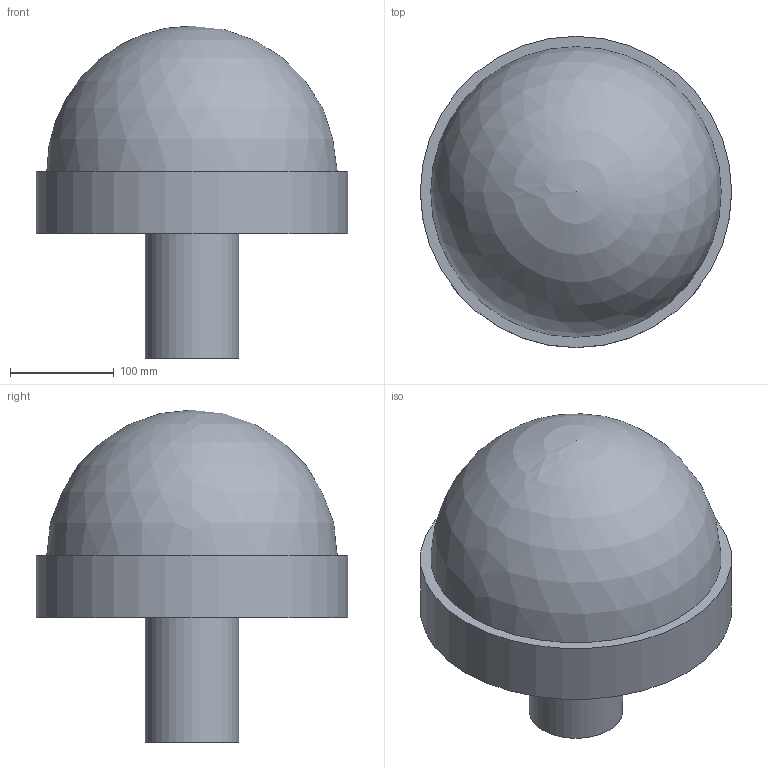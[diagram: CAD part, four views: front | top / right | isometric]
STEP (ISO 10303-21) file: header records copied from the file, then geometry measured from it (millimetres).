
FILE_DESCRIPTION(/* description */ (''),/* implementation_level */ '2;1');
FILE_NAME(/* name */ 'Aquaponics IOT Device.step',/* time_stamp */ '2024-05-30T00:43:03+08:00',/* author */ (''),/* organization */ (''),/* preprocessor_version */ 'ST-DEVELOPER v20',/* originating_system */ 'Autodesk Translation Framework v13.14.0.145',/* authorisation */ '');
FILE_SCHEMA (('AUTOMOTIVE_DESIGN { 1 0 10303 214 3 1 1 }'));
Length unit declared in the file: millimetre
Products named in the file (1): Aquaponics IOT Device
Bounding box: 300 x 300 x 320 mm (x, y, z)
Volume: 9346217.2 mm3; surface area: 487518.6 mm2
Topology: 4 solids, 4 shells, 18 faces, 27 edges, 18 vertices
Faces by surface type: plane 9, cylinder 8, sphere 1
Full cylindrical faces by diameter (mm): 86 x1, 90 x2, 96 x2, 136 x2, 300 x1
Entity records: 462 total; most frequent: DIRECTION 82, CARTESIAN_POINT 63, ORIENTED_EDGE 52, AXIS2_PLACEMENT_3D 37, EDGE_LOOP 26, EDGE_CURVE 26, FACE_OUTER_BOUND 18, CIRCLE 18
